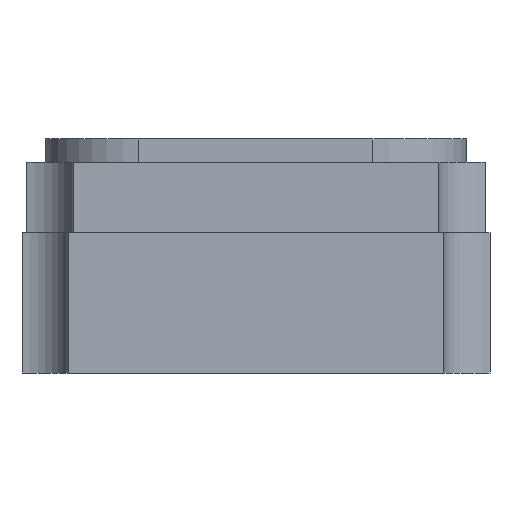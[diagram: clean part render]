
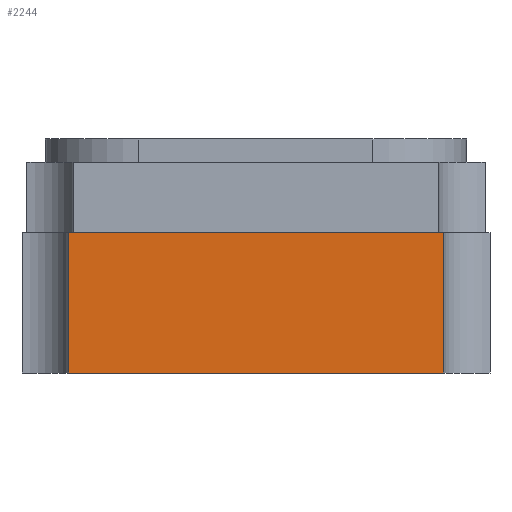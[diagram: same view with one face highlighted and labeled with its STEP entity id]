
A CAD part, left-side view. The second image highlights one B-rep face of the part: STEP entity #2244.
In plain terms, the highlighted planar face has unit normal (-1, 0, 0).
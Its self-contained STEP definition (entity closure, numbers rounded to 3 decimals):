
#197=LINE('',#3725,#374);
#217=LINE('',#3781,#394);
#218=LINE('',#3785,#395);
#219=LINE('',#3787,#396);
#374=VECTOR('',#3222,1000.);
#394=VECTOR('',#3268,1000.);
#395=VECTOR('',#3273,1000.);
#396=VECTOR('',#3274,1000.);
#592=ORIENTED_EDGE('',*,*,#1235,.T.);
#593=ORIENTED_EDGE('',*,*,#1265,.F.);
#594=ORIENTED_EDGE('',*,*,#1266,.F.);
#595=ORIENTED_EDGE('',*,*,#1263,.T.);
#1235=EDGE_CURVE('',#1577,#1576,#197,.T.);
#1263=EDGE_CURVE('',#1600,#1577,#217,.T.);
#1265=EDGE_CURVE('',#1601,#1576,#218,.T.);
#1266=EDGE_CURVE('',#1600,#1601,#219,.T.);
#1576=VERTEX_POINT('',#3724);
#1577=VERTEX_POINT('',#3726);
#1600=VERTEX_POINT('',#3782);
#1601=VERTEX_POINT('',#3786);
#1849=EDGE_LOOP('',(#592,#593,#594,#595));
#1998=FACE_BOUND('',#1849,.T.);
#2142=PLANE('',#3068);
#2244=ADVANCED_FACE('',(#1998),#2142,.F.);
#3068=AXIS2_PLACEMENT_3D('',#3784,#3271,#3272);
#3222=DIRECTION('',(0.,-1.,0.));
#3268=DIRECTION('',(0.,0.,-1.));
#3271=DIRECTION('',(1.,0.,0.));
#3272=DIRECTION('',(0.,0.,-1.));
#3273=DIRECTION('',(0.,0.,-1.));
#3274=DIRECTION('',(0.,-1.,0.));
#3724=CARTESIAN_POINT('',(-0.8,-0.4,0.));
#3725=CARTESIAN_POINT('',(-0.8,0.4,0.));
#3726=CARTESIAN_POINT('',(-0.8,0.4,0.));
#3781=CARTESIAN_POINT('',(-0.8,0.4,0.3));
#3782=CARTESIAN_POINT('',(-0.8,0.4,0.3));
#3784=CARTESIAN_POINT('',(-0.8,0.4,0.3));
#3785=CARTESIAN_POINT('',(-0.8,-0.4,0.3));
#3786=CARTESIAN_POINT('',(-0.8,-0.4,0.3));
#3787=CARTESIAN_POINT('',(-0.8,0.4,0.3));
